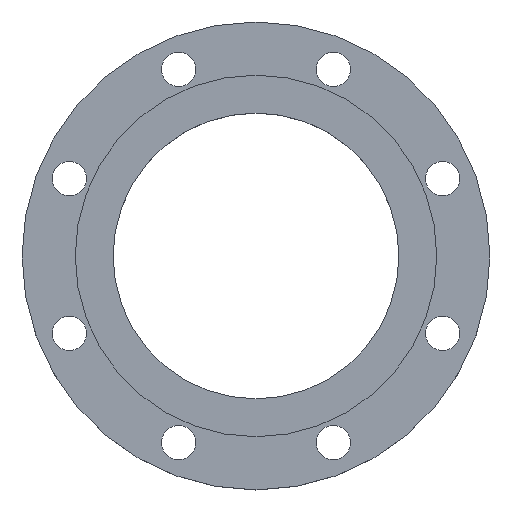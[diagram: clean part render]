
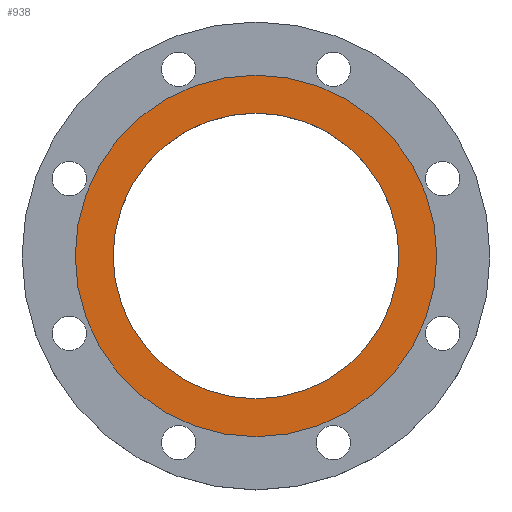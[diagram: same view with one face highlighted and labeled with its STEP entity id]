
A CAD part, top view. The second image highlights one B-rep face of the part: STEP entity #938.
In plain terms, the highlighted planar face has unit normal (0, 0, 1).
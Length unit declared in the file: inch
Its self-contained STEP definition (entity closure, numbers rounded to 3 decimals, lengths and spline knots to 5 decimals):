
#19 = EDGE_CURVE ( 'NONE', #753, #773, #50, .T. ) ;
#29 = EDGE_CURVE ( 'NONE', #707, #759, #60, .T. ) ;
#50 = CIRCLE ( 'NONE', #271, 3.36 ) ;
#60 = CIRCLE ( 'NONE', #875, 4.25 ) ;
#78 = CIRCLE ( 'NONE', #107, 3.36 ) ;
#83 = CIRCLE ( 'NONE', #112, 4.25 ) ;
#107 = AXIS2_PLACEMENT_3D ( 'NONE', #244, #178, #184 ) ;
#112 = AXIS2_PLACEMENT_3D ( 'NONE', #188, #238, #227 ) ;
#178 = DIRECTION ( 'NONE',  ( 0., 0., -1. ) ) ;
#184 = DIRECTION ( 'NONE',  ( -1., 0., 0. ) ) ;
#188 = CARTESIAN_POINT ( 'NONE',  ( 0., 0., 1. ) ) ;
#227 = DIRECTION ( 'NONE',  ( 1., 0., 0. ) ) ;
#238 = DIRECTION ( 'NONE',  ( 0., 0., 1. ) ) ;
#244 = CARTESIAN_POINT ( 'NONE',  ( 0., 0., 1. ) ) ;
#271 = AXIS2_PLACEMENT_3D ( 'NONE', #594, #597, #596 ) ;
#363 = ORIENTED_EDGE ( 'NONE', *, *, #963, .T. ) ;
#417 = FACE_BOUND ( 'NONE', #781, .T. ) ;
#428 = FACE_OUTER_BOUND ( 'NONE', #703, .T. ) ;
#436 = AXIS2_PLACEMENT_3D ( 'NONE', #645, #646, #647 ) ;
#493 = ORIENTED_EDGE ( 'NONE', *, *, #29, .T. ) ;
#498 = ORIENTED_EDGE ( 'NONE', *, *, #19, .T. ) ;
#515 = ORIENTED_EDGE ( 'NONE', *, *, #948, .T. ) ;
#594 = CARTESIAN_POINT ( 'NONE',  ( 0., 0., 1. ) ) ;
#596 = DIRECTION ( 'NONE',  ( -1., 0., 0. ) ) ;
#597 = DIRECTION ( 'NONE',  ( 0., 0., -1. ) ) ;
#624 = CARTESIAN_POINT ( 'NONE',  ( 0., 0., 1. ) ) ;
#626 = DIRECTION ( 'NONE',  ( 1., 0., 0. ) ) ;
#627 = DIRECTION ( 'NONE',  ( 0., 0., 1. ) ) ;
#644 = PLANE ( 'NONE',  #436 ) ;
#645 = CARTESIAN_POINT ( 'NONE',  ( 0., 0., 1. ) ) ;
#646 = DIRECTION ( 'NONE',  ( 0., 0., 1. ) ) ;
#647 = DIRECTION ( 'NONE',  ( 1., 0., 0. ) ) ;
#703 = EDGE_LOOP ( 'NONE', ( #363, #493 ) ) ;
#707 = VERTEX_POINT ( 'NONE', #870 ) ;
#753 = VERTEX_POINT ( 'NONE', #854 ) ;
#759 = VERTEX_POINT ( 'NONE', #847 ) ;
#773 = VERTEX_POINT ( 'NONE', #843 ) ;
#781 = EDGE_LOOP ( 'NONE', ( #498, #515 ) ) ;
#843 = CARTESIAN_POINT ( 'NONE',  ( 3.36, 0., 1. ) ) ;
#847 = CARTESIAN_POINT ( 'NONE',  ( 4.25, 0., 1. ) ) ;
#854 = CARTESIAN_POINT ( 'NONE',  ( -3.36, 0., 1. ) ) ;
#870 = CARTESIAN_POINT ( 'NONE',  ( -4.25, 0., 1. ) ) ;
#875 = AXIS2_PLACEMENT_3D ( 'NONE', #624, #627, #626 ) ;
#938 = ADVANCED_FACE ( 'NONE', ( #417, #428 ), #644, .T. ) ;
#948 = EDGE_CURVE ( 'NONE', #773, #753, #78, .T. ) ;
#963 = EDGE_CURVE ( 'NONE', #759, #707, #83, .T. ) ;
